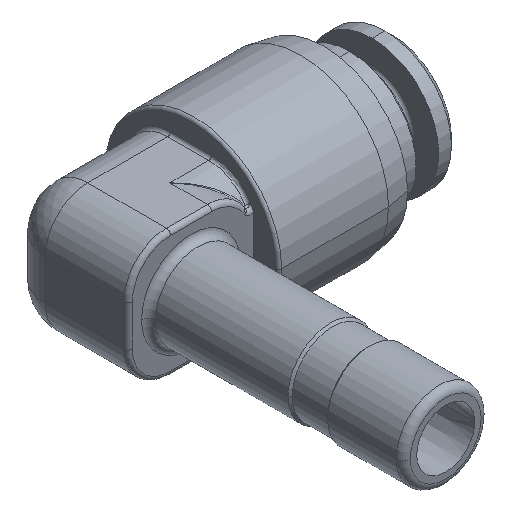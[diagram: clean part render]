
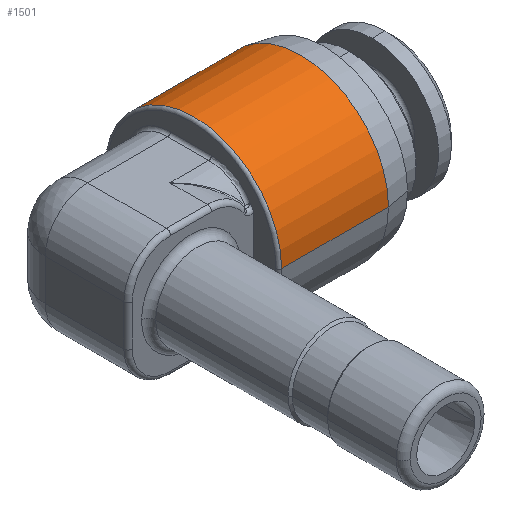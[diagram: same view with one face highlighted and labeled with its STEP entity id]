
A CAD part, isometric view. The second image highlights one B-rep face of the part: STEP entity #1501.
In plain terms, the highlighted cylindrical face has radius 6.2 mm (diameter 12.4 mm), a partial arc.
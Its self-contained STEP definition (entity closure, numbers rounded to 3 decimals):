
#130=DIRECTION('',(1.,0.,0.));
#131=VECTOR('',#130,7.55);
#132=CARTESIAN_POINT('',(4.6,6.2,0.));
#133=LINE('',#132,#131);
#134=DIRECTION('',(1.,0.,0.));
#135=VECTOR('',#134,7.55);
#136=CARTESIAN_POINT('',(4.6,-6.2,0.));
#137=LINE('',#136,#135);
#138=CARTESIAN_POINT('',(4.6,0.,0.));
#139=DIRECTION('',(-1.,0.,0.));
#140=DIRECTION('',(0.,-1.,0.));
#141=AXIS2_PLACEMENT_3D('',#138,#139,#140);
#161=CARTESIAN_POINT('',(12.15,0.,0.));
#162=DIRECTION('',(1.,0.,0.));
#163=DIRECTION('',(0.,1.,0.));
#164=AXIS2_PLACEMENT_3D('',#161,#162,#163);
#1054=CARTESIAN_POINT('',(12.15,6.2,0.));
#1056=VERTEX_POINT('',#1054);
#1058=CARTESIAN_POINT('',(12.15,-6.2,0.));
#1060=VERTEX_POINT('',#1058);
#1138=CARTESIAN_POINT('',(4.6,6.2,0.));
#1139=VERTEX_POINT('',#1138);
#1144=CARTESIAN_POINT('',(4.6,-6.2,0.));
#1145=VERTEX_POINT('',#1144);
#1487=CARTESIAN_POINT('',(14.27,0.,0.));
#1488=DIRECTION('',(-1.,0.,0.));
#1489=DIRECTION('',(0.,-1.,0.));
#1490=AXIS2_PLACEMENT_3D('',#1487,#1488,#1489);
#1491=CYLINDRICAL_SURFACE('',#1490,6.2);
#1493=ORIENTED_EDGE('',*,*,#1492,.T.);
#1495=ORIENTED_EDGE('',*,*,#1494,.T.);
#1497=ORIENTED_EDGE('',*,*,#1496,.F.);
#1498=ORIENTED_EDGE('',*,*,#1481,.T.);
#1499=EDGE_LOOP('',(#1493,#1495,#1497,#1498));
#1500=FACE_OUTER_BOUND('',#1499,.F.);
#1501=ADVANCED_FACE('',(#1500),#1491,.T.);
#142=CIRCLE('',#141,6.2);
#165=CIRCLE('',#164,6.2);
#1481=EDGE_CURVE('',#1145,#1139,#142,.T.);
#1492=EDGE_CURVE('',#1139,#1056,#133,.T.);
#1494=EDGE_CURVE('',#1056,#1060,#165,.T.);
#1496=EDGE_CURVE('',#1145,#1060,#137,.T.);
